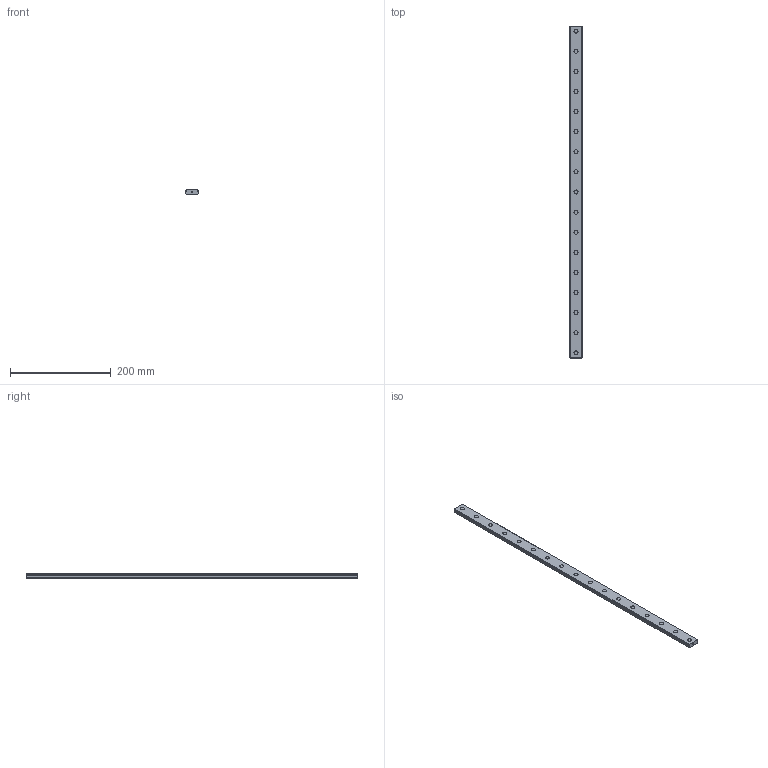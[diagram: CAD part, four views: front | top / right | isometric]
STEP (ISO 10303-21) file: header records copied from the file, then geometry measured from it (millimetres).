
FILE_DESCRIPTION(('STEP AP214'),'1');
FILE_NAME('cctmp_541A5C7E-35CB-4E11-A7F9-3D08F7A61979_2021_02_23_21_56_40_0657..stp','2021-02-23T20:56:40',('HIWIN GmbH'),('CADClick - www.CADClick.com'),'Spatial InterOp 3D',' ','unknown authorization');
FILE_SCHEMA(('AUTOMOTIVE_DESIGN'));
Length unit declared in the file: millimetre
Products named in the file (1): MGWR12R660CM_FILE
Bounding box: 24 x 660 x 8.5 mm (x, y, z)
Volume: 127174.7 mm3; surface area: 49493.3 mm2
Topology: 1 solids, 1 shells, 248 faces, 573 edges, 382 vertices
Faces by surface type: plane 130, cylinder 118
Entity records: 9121 total; most frequent: DIRECTION 1307, CARTESIAN_POINT 1204, ORIENTED_EDGE 1146, EDGE_CURVE 573, AXIS2_PLACEMENT_3D 485, VERTEX_POINT 382, LINE 337, VECTOR 337
